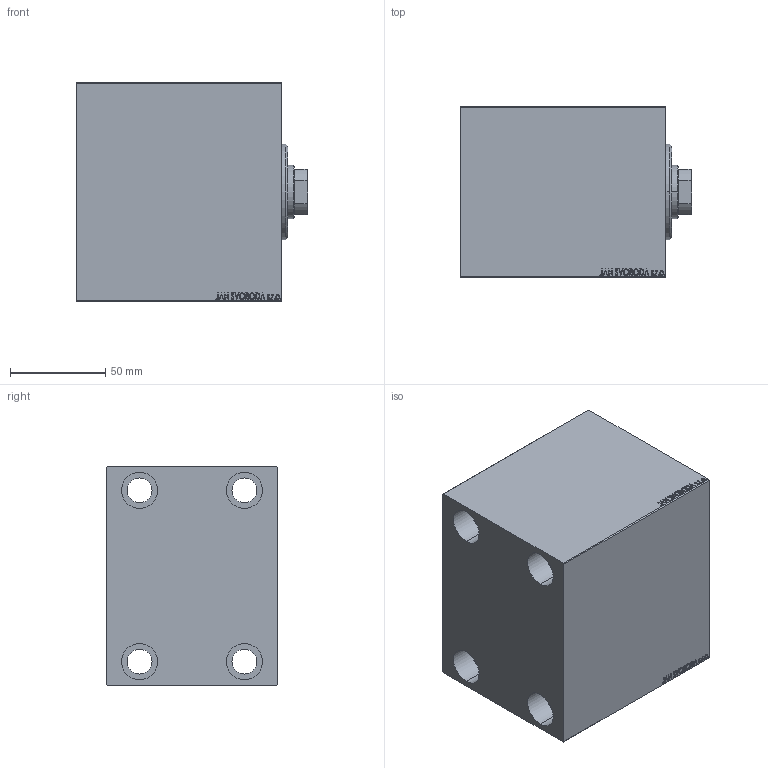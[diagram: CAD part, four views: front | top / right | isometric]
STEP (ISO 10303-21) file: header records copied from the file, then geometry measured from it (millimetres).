
FILE_DESCRIPTION (( 'STEP AP203' ), '1' );
FILE_NAME ('14e7.STEP', '2022-05-31T14:19:31', ( '' ), ( '' ), 'SwSTEP 2.0', 'SolidWorks 2019', '' );
FILE_SCHEMA (( 'CONFIG_CONTROL_DESIGN' ));
Length unit declared in the file: millimetre
Products named in the file (4): V450CP_B_VCP 2c266249227d12a5f1f8407530dd2fab; V450CP_C 2c266249227d12a5f1f8407530dd2fab; 14e7; V450CP_VC_B 2c266249227d12a5f1f8407530dd2fab
Assembly tree (3 placements, depth 2):
  14e7
    V450CP_C 2c266249227d12a5f1f8407530dd2fab
    V450CP_B_VCP 2c266249227d12a5f1f8407530dd2fab
    V450CP_VC_B 2c266249227d12a5f1f8407530dd2fab
Bounding box: 121.5 x 90 x 115 mm (x, y, z)
Volume: 1016138.4 mm3; surface area: 146568.4 mm2
Topology: 3 solids, 3 shells, 888 faces, 2265 edges, 1499 vertices
Faces by surface type: plane 414, bspline 380, cylinder 76, cone 18
Entity records: 44737 total; most frequent: CARTESIAN_POINT 25280, ORIENTED_EDGE 4526, DIRECTION 2681, EDGE_CURVE 2263, VERTEX_POINT 1499, LINE 1325, VECTOR 1325, EDGE_LOOP 1020
